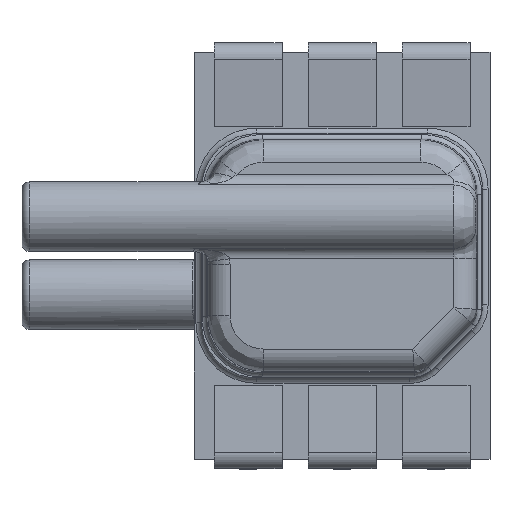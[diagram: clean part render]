
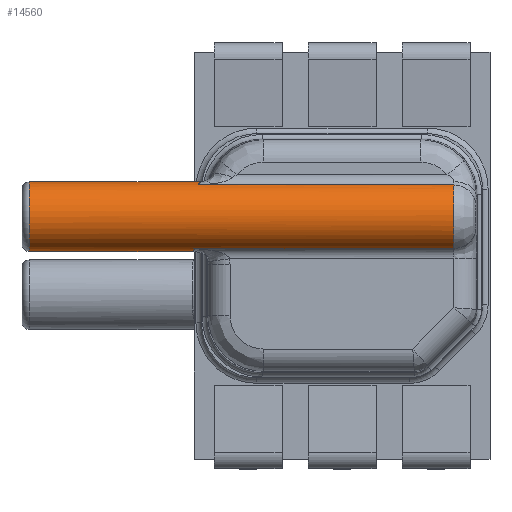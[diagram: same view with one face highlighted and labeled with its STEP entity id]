
A CAD part, top view. The second image highlights one B-rep face of the part: STEP entity #14560.
In plain terms, the highlighted cylindrical face has radius 0.94 mm (diameter 1.88 mm), a partial arc.
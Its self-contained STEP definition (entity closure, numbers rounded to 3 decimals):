
#5018=DIRECTION('',(1.,0.,0.));
#5019=VECTOR('',#5018,7.027);
#5020=CARTESIAN_POINT('',(23.99,-32.81,2.539));
#5021=LINE('',#5020,#5019);
#5022=CARTESIAN_POINT('',(23.98,-32.89,2.16));
#5023=CARTESIAN_POINT('',(23.982,-32.89,2.203));
#5024=CARTESIAN_POINT('',(23.984,-32.884,2.29));
#5025=CARTESIAN_POINT('',(23.987,-32.857,2.418));
#5026=CARTESIAN_POINT('',(23.989,-32.828,2.499));
#5027=CARTESIAN_POINT('',(23.99,-32.81,2.539));
#5029=CARTESIAN_POINT('',(19.55,-31.95,2.16));
#5030=DIRECTION('',(1.,0.,0.));
#5031=DIRECTION('',(0.,1.,0.));
#5032=AXIS2_PLACEMENT_3D('',#5029,#5030,#5031);
#5034=CARTESIAN_POINT('',(24.11,-31.09,2.539));
#5035=CARTESIAN_POINT('',(24.119,-31.071,2.497));
#5036=CARTESIAN_POINT('',(24.133,-31.041,2.412));
#5037=CARTESIAN_POINT('',(24.145,-31.016,2.286));
#5038=CARTESIAN_POINT('',(24.145,-31.01,2.201));
#5039=CARTESIAN_POINT('',(24.144,-31.01,2.16));
#5041=DIRECTION('',(-1.,0.,0.));
#5042=VECTOR('',#5041,6.907);
#5043=CARTESIAN_POINT('',(31.017,-31.09,2.539));
#5044=LINE('',#5043,#5042);
#5045=CARTESIAN_POINT('',(31.017,-32.81,2.539));
#5046=CARTESIAN_POINT('',(31.017,-32.789,2.586));
#5047=CARTESIAN_POINT('',(31.016,-32.74,2.678));
#5048=CARTESIAN_POINT('',(31.015,-32.644,2.8));
#5049=CARTESIAN_POINT('',(31.015,-32.529,2.906));
#5050=CARTESIAN_POINT('',(31.014,-32.399,2.991));
#5051=CARTESIAN_POINT('',(31.014,-32.256,3.053));
#5052=CARTESIAN_POINT('',(31.013,-32.105,3.091));
#5053=CARTESIAN_POINT('',(31.013,-31.95,3.104));
#5054=CARTESIAN_POINT('',(31.013,-31.795,3.091));
#5055=CARTESIAN_POINT('',(31.014,-31.644,3.053));
#5056=CARTESIAN_POINT('',(31.014,-31.501,2.991));
#5057=CARTESIAN_POINT('',(31.015,-31.371,2.906));
#5058=CARTESIAN_POINT('',(31.015,-31.256,2.8));
#5059=CARTESIAN_POINT('',(31.016,-31.16,2.677));
#5060=CARTESIAN_POINT('',(31.017,-31.111,2.586));
#5061=CARTESIAN_POINT('',(31.017,-31.09,2.539));
#5282=DIRECTION('',(1.,0.,0.));
#5283=VECTOR('',#5282,4.43);
#5284=CARTESIAN_POINT('',(19.55,-32.89,2.16));
#5285=LINE('',#5284,#5283);
#5315=DIRECTION('',(-1.,0.,0.));
#5316=VECTOR('',#5315,4.594);
#5317=CARTESIAN_POINT('',(24.144,-31.01,2.16));
#5318=LINE('',#5317,#5316);
#5701=CARTESIAN_POINT('',(23.99,-32.81,2.539));
#5702=CARTESIAN_POINT('',(31.017,-32.81,2.539));
#5703=VERTEX_POINT('',#5701);
#5704=VERTEX_POINT('',#5702);
#5705=CARTESIAN_POINT('',(31.017,-31.09,2.539));
#5706=CARTESIAN_POINT('',(24.11,-31.09,2.539));
#5707=VERTEX_POINT('',#5705);
#5708=VERTEX_POINT('',#5706);
#5709=CARTESIAN_POINT('',(19.55,-32.89,2.16));
#5710=CARTESIAN_POINT('',(19.55,-31.01,2.16));
#5711=VERTEX_POINT('',#5709);
#5712=VERTEX_POINT('',#5710);
#5717=CARTESIAN_POINT('',(23.98,-32.89,2.16));
#5718=VERTEX_POINT('',#5717);
#5719=CARTESIAN_POINT('',(24.144,-31.01,2.16));
#5720=VERTEX_POINT('',#5719);
#14538=CARTESIAN_POINT('',(32.265,-31.95,2.16));
#14539=DIRECTION('',(-1.,0.,0.));
#14540=DIRECTION('',(0.,1.,0.));
#14541=AXIS2_PLACEMENT_3D('',#14538,#14539,#14540);
#14542=CYLINDRICAL_SURFACE('',#14541,0.94);
#14544=ORIENTED_EDGE('',*,*,#14543,.F.);
#14546=ORIENTED_EDGE('',*,*,#14545,.F.);
#14548=ORIENTED_EDGE('',*,*,#14547,.F.);
#14550=ORIENTED_EDGE('',*,*,#14549,.F.);
#14552=ORIENTED_EDGE('',*,*,#14551,.F.);
#14554=ORIENTED_EDGE('',*,*,#14553,.F.);
#14555=ORIENTED_EDGE('',*,*,#14522,.F.);
#14557=ORIENTED_EDGE('',*,*,#14556,.F.);
#14558=EDGE_LOOP('',(#14544,#14546,#14548,#14550,#14552,#14554,#14555,#14557));
#14559=FACE_OUTER_BOUND('',#14558,.F.);
#14560=ADVANCED_FACE('',(#14559),#14542,.T.);
#5028=B_SPLINE_CURVE_WITH_KNOTS('',3,(#5022,#5023,#5024,#5025,#5026,#5027),
.UNSPECIFIED.,.F.,.F.,(4,1,1,4),(0.,0.333,0.667,1.),
.UNSPECIFIED.);
#5033=CIRCLE('',#5032,0.94);
#5040=B_SPLINE_CURVE_WITH_KNOTS('',3,(#5034,#5035,#5036,#5037,#5038,#5039),
.UNSPECIFIED.,.F.,.F.,(4,1,1,4),(0.,0.333,0.667,1.),
.UNSPECIFIED.);
#5062=B_SPLINE_CURVE_WITH_KNOTS('',3,(#5045,#5046,#5047,#5048,#5049,#5050,#5051,
#5052,#5053,#5054,#5055,#5056,#5057,#5058,#5059,#5060,#5061),.UNSPECIFIED.,.F.,
.F.,(4,1,1,1,1,1,1,1,1,1,1,1,1,1,4),(0.,0.071,0.143,
0.214,0.286,0.357,0.429,0.5,
0.571,0.643,0.714,0.786,
0.857,0.929,1.),.UNSPECIFIED.);
#14522=EDGE_CURVE('',#5707,#5708,#5044,.T.);
#14543=EDGE_CURVE('',#5703,#5704,#5021,.T.);
#14545=EDGE_CURVE('',#5718,#5703,#5028,.T.);
#14547=EDGE_CURVE('',#5711,#5718,#5285,.T.);
#14549=EDGE_CURVE('',#5712,#5711,#5033,.T.);
#14551=EDGE_CURVE('',#5720,#5712,#5318,.T.);
#14553=EDGE_CURVE('',#5708,#5720,#5040,.T.);
#14556=EDGE_CURVE('',#5704,#5707,#5062,.T.);
